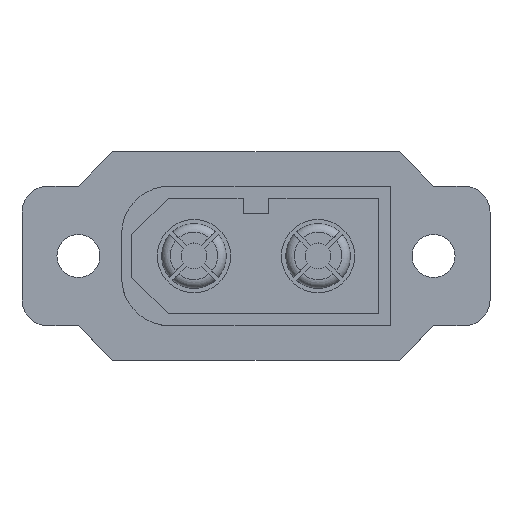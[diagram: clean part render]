
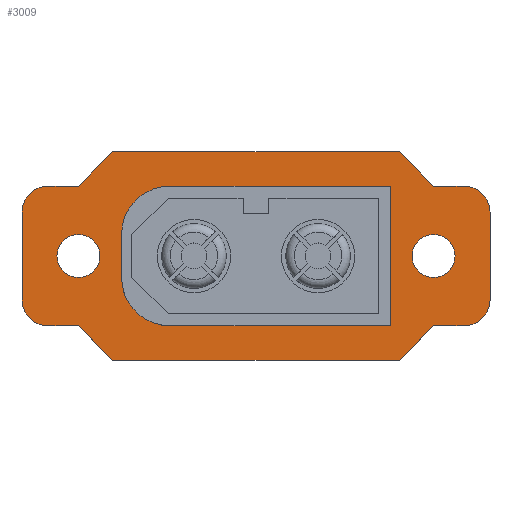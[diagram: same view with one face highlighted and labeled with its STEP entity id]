
A CAD part, top view. The second image highlights one B-rep face of the part: STEP entity #3009.
In plain terms, the highlighted face is planar.
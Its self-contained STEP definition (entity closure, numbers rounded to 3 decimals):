
#74=FACE_BOUND('',#415,.T.);
#75=FACE_BOUND('',#416,.T.);
#76=FACE_BOUND('',#417,.T.);
#101=PLANE('',#3235);
#234=FACE_OUTER_BOUND('',#414,.T.);
#414=EDGE_LOOP('',(#2136,#2137,#2138,#2139,#2140,#2141,#2142,#2143,#2144,
#2145,#2146,#2147,#2148,#2149,#2150,#2151));
#415=EDGE_LOOP('',(#2152,#2153,#2154,#2155,#2156,#2157));
#416=EDGE_LOOP('',(#2158));
#417=EDGE_LOOP('',(#2159));
#620=LINE('',#4414,#950);
#624=LINE('',#4421,#954);
#636=LINE('',#4454,#966);
#640=LINE('',#4462,#970);
#646=LINE('',#4474,#976);
#647=LINE('',#4476,#977);
#648=LINE('',#4477,#978);
#649=LINE('',#4481,#979);
#650=LINE('',#4484,#980);
#651=LINE('',#4486,#981);
#652=LINE('',#4487,#982);
#653=LINE('',#4488,#983);
#654=LINE('',#4493,#984);
#655=LINE('',#4497,#985);
#656=LINE('',#4499,#986);
#657=LINE('',#4500,#987);
#950=VECTOR('',#3521,10.);
#954=VECTOR('',#3525,10.);
#966=VECTOR('',#3551,10.);
#970=VECTOR('',#3555,10.);
#976=VECTOR('',#3563,10.);
#977=VECTOR('',#3564,10.);
#978=VECTOR('',#3565,10.);
#979=VECTOR('',#3568,10.);
#980=VECTOR('',#3571,10.);
#981=VECTOR('',#3572,10.);
#982=VECTOR('',#3573,10.);
#983=VECTOR('',#3574,10.);
#984=VECTOR('',#3577,10.);
#985=VECTOR('',#3580,10.);
#986=VECTOR('',#3581,10.);
#987=VECTOR('',#3582,10.);
#1273=CIRCLE('',#3226,1.5);
#1277=CIRCLE('',#3233,1.5);
#1278=CIRCLE('',#3236,1.5);
#1279=CIRCLE('',#3237,1.5);
#1280=CIRCLE('',#3238,2.8);
#1281=CIRCLE('',#3239,2.8);
#1282=CIRCLE('',#3240,1.25);
#1283=CIRCLE('',#3241,1.25);
#1368=VERTEX_POINT('',#4395);
#1369=VERTEX_POINT('',#4397);
#1375=VERTEX_POINT('',#4411);
#1376=VERTEX_POINT('',#4413);
#1379=VERTEX_POINT('',#4419);
#1391=VERTEX_POINT('',#4447);
#1392=VERTEX_POINT('',#4449);
#1393=VERTEX_POINT('',#4453);
#1396=VERTEX_POINT('',#4459);
#1397=VERTEX_POINT('',#4461);
#1402=VERTEX_POINT('',#4473);
#1403=VERTEX_POINT('',#4475);
#1404=VERTEX_POINT('',#4478);
#1405=VERTEX_POINT('',#4480);
#1406=VERTEX_POINT('',#4483);
#1407=VERTEX_POINT('',#4485);
#1408=VERTEX_POINT('',#4489);
#1409=VERTEX_POINT('',#4490);
#1410=VERTEX_POINT('',#4492);
#1411=VERTEX_POINT('',#4494);
#1412=VERTEX_POINT('',#4496);
#1413=VERTEX_POINT('',#4498);
#1414=VERTEX_POINT('',#4501);
#1415=VERTEX_POINT('',#4503);
#1652=EDGE_CURVE('',#1368,#1369,#1273,.T.);
#1660=EDGE_CURVE('',#1376,#1375,#620,.T.);
#1664=EDGE_CURVE('',#1368,#1379,#624,.T.);
#1678=EDGE_CURVE('',#1391,#1392,#1277,.T.);
#1680=EDGE_CURVE('',#1393,#1392,#636,.T.);
#1684=EDGE_CURVE('',#1397,#1396,#640,.T.);
#1690=EDGE_CURVE('',#1379,#1402,#646,.T.);
#1691=EDGE_CURVE('',#1402,#1403,#647,.T.);
#1692=EDGE_CURVE('',#1403,#1376,#648,.T.);
#1693=EDGE_CURVE('',#1404,#1375,#1278,.T.);
#1694=EDGE_CURVE('',#1404,#1405,#649,.T.);
#1695=EDGE_CURVE('',#1397,#1405,#1279,.T.);
#1696=EDGE_CURVE('',#1406,#1396,#650,.T.);
#1697=EDGE_CURVE('',#1407,#1406,#651,.T.);
#1698=EDGE_CURVE('',#1393,#1407,#652,.T.);
#1699=EDGE_CURVE('',#1391,#1369,#653,.T.);
#1700=EDGE_CURVE('',#1408,#1409,#1280,.T.);
#1701=EDGE_CURVE('',#1409,#1410,#654,.T.);
#1702=EDGE_CURVE('',#1410,#1411,#1281,.T.);
#1703=EDGE_CURVE('',#1411,#1412,#655,.T.);
#1704=EDGE_CURVE('',#1412,#1413,#656,.T.);
#1705=EDGE_CURVE('',#1413,#1408,#657,.T.);
#1706=EDGE_CURVE('',#1414,#1414,#1282,.T.);
#1707=EDGE_CURVE('',#1415,#1415,#1283,.T.);
#2136=ORIENTED_EDGE('',*,*,#1652,.F.);
#2137=ORIENTED_EDGE('',*,*,#1664,.T.);
#2138=ORIENTED_EDGE('',*,*,#1690,.T.);
#2139=ORIENTED_EDGE('',*,*,#1691,.T.);
#2140=ORIENTED_EDGE('',*,*,#1692,.T.);
#2141=ORIENTED_EDGE('',*,*,#1660,.T.);
#2142=ORIENTED_EDGE('',*,*,#1693,.F.);
#2143=ORIENTED_EDGE('',*,*,#1694,.T.);
#2144=ORIENTED_EDGE('',*,*,#1695,.F.);
#2145=ORIENTED_EDGE('',*,*,#1684,.T.);
#2146=ORIENTED_EDGE('',*,*,#1696,.F.);
#2147=ORIENTED_EDGE('',*,*,#1697,.F.);
#2148=ORIENTED_EDGE('',*,*,#1698,.F.);
#2149=ORIENTED_EDGE('',*,*,#1680,.T.);
#2150=ORIENTED_EDGE('',*,*,#1678,.F.);
#2151=ORIENTED_EDGE('',*,*,#1699,.T.);
#2152=ORIENTED_EDGE('',*,*,#1700,.T.);
#2153=ORIENTED_EDGE('',*,*,#1701,.T.);
#2154=ORIENTED_EDGE('',*,*,#1702,.T.);
#2155=ORIENTED_EDGE('',*,*,#1703,.T.);
#2156=ORIENTED_EDGE('',*,*,#1704,.T.);
#2157=ORIENTED_EDGE('',*,*,#1705,.T.);
#2158=ORIENTED_EDGE('',*,*,#1706,.F.);
#2159=ORIENTED_EDGE('',*,*,#1707,.F.);
#3009=ADVANCED_FACE('',(#234,#74,#75,#76),#101,.F.);
#3226=AXIS2_PLACEMENT_3D('',#4398,#3510,#3511);
#3233=AXIS2_PLACEMENT_3D('',#4450,#3546,#3547);
#3235=AXIS2_PLACEMENT_3D('',#4472,#3561,#3562);
#3236=AXIS2_PLACEMENT_3D('',#4479,#3566,#3567);
#3237=AXIS2_PLACEMENT_3D('',#4482,#3569,#3570);
#3238=AXIS2_PLACEMENT_3D('',#4491,#3575,#3576);
#3239=AXIS2_PLACEMENT_3D('',#4495,#3578,#3579);
#3240=AXIS2_PLACEMENT_3D('',#4502,#3583,#3584);
#3241=AXIS2_PLACEMENT_3D('',#4504,#3585,#3586);
#3510=DIRECTION('center_axis',(0.,1.,0.));
#3511=DIRECTION('ref_axis',(-0.707,0.,-0.707));
#3521=DIRECTION('',(1.,0.,0.));
#3525=DIRECTION('',(1.,0.,0.));
#3546=DIRECTION('center_axis',(0.,1.,0.));
#3547=DIRECTION('ref_axis',(-0.707,0.,0.707));
#3551=DIRECTION('',(-1.,0.,0.));
#3555=DIRECTION('',(-1.,0.,0.));
#3561=DIRECTION('center_axis',(0.,1.,0.));
#3562=DIRECTION('ref_axis',(1.,0.,0.));
#3563=DIRECTION('',(0.707,0.,-0.707));
#3564=DIRECTION('',(1.,0.,0.));
#3565=DIRECTION('',(0.707,0.,0.707));
#3566=DIRECTION('center_axis',(0.,1.,0.));
#3567=DIRECTION('ref_axis',(0.707,0.,-0.707));
#3568=DIRECTION('',(0.,0.,1.));
#3569=DIRECTION('center_axis',(0.,1.,0.));
#3570=DIRECTION('ref_axis',(0.707,0.,0.707));
#3571=DIRECTION('',(0.707,0.,-0.707));
#3572=DIRECTION('',(1.,0.,0.));
#3573=DIRECTION('',(0.707,0.,0.707));
#3574=DIRECTION('',(0.,0.,-1.));
#3575=DIRECTION('center_axis',(0.,1.,0.));
#3576=DIRECTION('ref_axis',(0.,0.,-1.));
#3577=DIRECTION('',(0.,0.,1.));
#3578=DIRECTION('center_axis',(0.,1.,0.));
#3579=DIRECTION('ref_axis',(-1.,0.,0.));
#3580=DIRECTION('',(1.,0.,0.));
#3581=DIRECTION('',(0.,0.,-1.));
#3582=DIRECTION('',(-1.,0.,0.));
#3583=DIRECTION('center_axis',(0.,-1.,0.));
#3584=DIRECTION('ref_axis',(1.,0.,0.));
#3585=DIRECTION('center_axis',(0.,-1.,0.));
#3586=DIRECTION('ref_axis',(1.,0.,0.));
#4395=CARTESIAN_POINT('',(-12.075,0.,-4.05));
#4397=CARTESIAN_POINT('',(-13.575,0.,-2.55));
#4398=CARTESIAN_POINT('Origin',(-12.075,0.,-2.55));
#4411=CARTESIAN_POINT('',(12.075,0.,-4.05));
#4413=CARTESIAN_POINT('',(10.3,0.,-4.05));
#4414=CARTESIAN_POINT('',(-13.575,0.,-4.05));
#4419=CARTESIAN_POINT('',(-10.3,0.,-4.05));
#4421=CARTESIAN_POINT('',(-13.575,0.,-4.05));
#4447=CARTESIAN_POINT('',(-13.575,0.,2.55));
#4449=CARTESIAN_POINT('',(-12.075,0.,4.05));
#4450=CARTESIAN_POINT('Origin',(-12.075,0.,2.55));
#4453=CARTESIAN_POINT('',(-10.3,0.,4.05));
#4454=CARTESIAN_POINT('',(13.575,0.,4.05));
#4459=CARTESIAN_POINT('',(10.3,0.,4.05));
#4461=CARTESIAN_POINT('',(12.075,0.,4.05));
#4462=CARTESIAN_POINT('',(13.575,0.,4.05));
#4472=CARTESIAN_POINT('Origin',(0.,0.,0.));
#4473=CARTESIAN_POINT('',(-8.3,0.,-6.05));
#4474=CARTESIAN_POINT('',(-10.3,0.,-4.05));
#4475=CARTESIAN_POINT('',(8.3,0.,-6.05));
#4476=CARTESIAN_POINT('',(-8.3,0.,-6.05));
#4477=CARTESIAN_POINT('',(8.3,0.,-6.05));
#4478=CARTESIAN_POINT('',(13.575,0.,-2.55));
#4479=CARTESIAN_POINT('Origin',(12.075,0.,-2.55));
#4480=CARTESIAN_POINT('',(13.575,0.,2.55));
#4481=CARTESIAN_POINT('',(13.575,0.,-4.05));
#4482=CARTESIAN_POINT('Origin',(12.075,0.,2.55));
#4483=CARTESIAN_POINT('',(8.3,0.,6.05));
#4484=CARTESIAN_POINT('',(8.3,0.,6.05));
#4485=CARTESIAN_POINT('',(-8.3,0.,6.05));
#4486=CARTESIAN_POINT('',(-8.3,0.,6.05));
#4487=CARTESIAN_POINT('',(-10.3,0.,4.05));
#4488=CARTESIAN_POINT('',(-13.575,0.,4.05));
#4489=CARTESIAN_POINT('',(-5.,0.,-4.05));
#4490=CARTESIAN_POINT('',(-7.8,0.,-1.25));
#4491=CARTESIAN_POINT('Origin',(-5.,0.,-1.25));
#4492=CARTESIAN_POINT('',(-7.8,0.,1.25));
#4493=CARTESIAN_POINT('',(-7.8,0.,0.625));
#4494=CARTESIAN_POINT('',(-5.,0.,4.05));
#4495=CARTESIAN_POINT('Origin',(-5.,0.,1.25));
#4496=CARTESIAN_POINT('',(7.8,0.,4.05));
#4497=CARTESIAN_POINT('',(3.9,0.,4.05));
#4498=CARTESIAN_POINT('',(7.8,0.,-4.05));
#4499=CARTESIAN_POINT('',(7.8,0.,-2.025));
#4500=CARTESIAN_POINT('',(-2.5,0.,-4.05));
#4501=CARTESIAN_POINT('',(9.05,0.,0.));
#4502=CARTESIAN_POINT('Origin',(10.3,0.,0.));
#4503=CARTESIAN_POINT('',(-11.55,0.,0.));
#4504=CARTESIAN_POINT('Origin',(-10.3,0.,0.));
